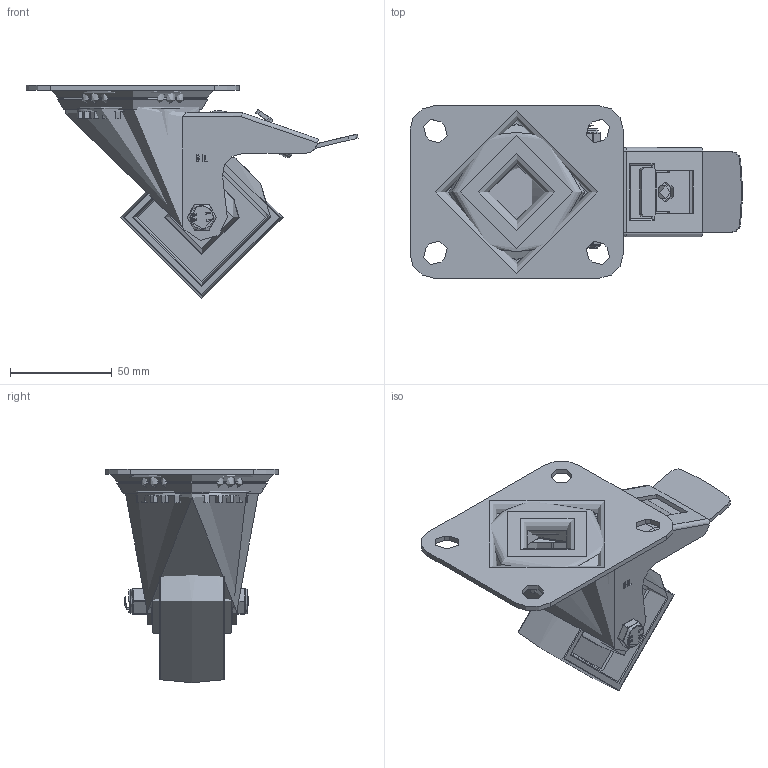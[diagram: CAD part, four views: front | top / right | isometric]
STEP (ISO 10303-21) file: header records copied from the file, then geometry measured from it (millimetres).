
FILE_DESCRIPTION(/* description */ ('','CAx-IF Rec.Pracs.---Representation and Presentation of Product Manufacturing Information (PMI)---4.0---2014-10-13'),/* implementation_level */ '2;1');
FILE_NAME(/* name */ 'BZMM80PLSWBBLK.step',/* time_stamp */ '2024-12-05T10:21:13Z',/* author */ (''),/* organization */ (''),/* preprocessor_version */ 'ST-DEVELOPER v20',/* originating_system */ 'Autodesk Translation Framework v13.20.0.188',/* authorisation */ '');
FILE_SCHEMA (('AP242_MANAGED_MODEL_BASED_3D_ENGINEERING_MIM_LF { 1 0 10303 442 1 1 4 }'));
Length unit declared in the file: millimetre
Products named in the file (25): BZMM80PLSWBBLK; BZMM80ASSWB v1; ZINC PLATED, PRESSED STEEL TOP PLATE; ZINC PLATED, PRESSED STEEL TOP PLATE Geometry; BALL BEARINGS; Component1; ZINC PLATED, PRESSED STEEL FORKS; BEARING SEAL; ZINC PLATED, PRESSED STEEL BRAKE PEDAL; ZINC PLATED, PRESSED STEEL BRAKE PEDAL Geometry; BRAKE BOLT; BRAKE PAD; BRAKE PAD Geometry; NUT; BOLT; BZMM80WPLBLK v1; POLYPROPYLENE WHEEL; TUBEM12X40 v1; ZINC PLATED STEEL TUBE; HEXBOLTM8X55Z8.8 v2; GRADE 8.8 ZINC PLATED BOLT; NYLOCM8Z v1; NYLOC NUT; NUT (1); RUBBER
Assembly tree (47 placements, depth 5):
  BZMM80PLSWBBLK
    BZMM80ASSWB v1
      ZINC PLATED, PRESSED STEEL TOP PLATE
        ZINC PLATED, PRESSED STEEL TOP PLATE Geometry
        BALL BEARINGS
          Component1  x24
      ZINC PLATED, PRESSED STEEL FORKS
      BEARING SEAL
      ZINC PLATED, PRESSED STEEL BRAKE PEDAL
        ZINC PLATED, PRESSED STEEL BRAKE PEDAL Geometry
        BRAKE BOLT
      BRAKE PAD
        BRAKE PAD Geometry
        NUT
        BOLT
    BZMM80WPLBLK v1
      POLYPROPYLENE WHEEL
    TUBEM12X40 v1
      ZINC PLATED STEEL TUBE
    HEXBOLTM8X55Z8.8 v2
      GRADE 8.8 ZINC PLATED BOLT
    NYLOCM8Z v1
      NYLOC NUT
        NUT (1)
        RUBBER
Bounding box: 163.41 x 85 x 105 mm (x, y, z)
Volume: 165642 mm3; surface area: 95156 mm2
Topology: 37 solids, 37 shells, 593 faces, 1534 edges, 982 vertices
Faces by surface type: plane 291, cylinder 178, sphere 49, bspline 39, torus 22, cone 14
Full cylindrical faces by diameter (mm): 0.664 x2, 6 x5, 6.446 x7, 7.866 x13, 8 x4, 8.2 x2, 8.4 x1, 8.6 x2, 11.5 x1, 11.9 x1, 12.1 x1, 12.2 x1, 27.5 x1, 31.5 x1, 56 x2, 62 x1, 66 x1
Entity records: 23884 total; most frequent: CARTESIAN_POINT 9283, ORIENTED_EDGE 2910, DIRECTION 2892, EDGE_CURVE 1455, AXIS2_PLACEMENT_3D 1011, VERTEX_POINT 936, LINE 870, VECTOR 870
